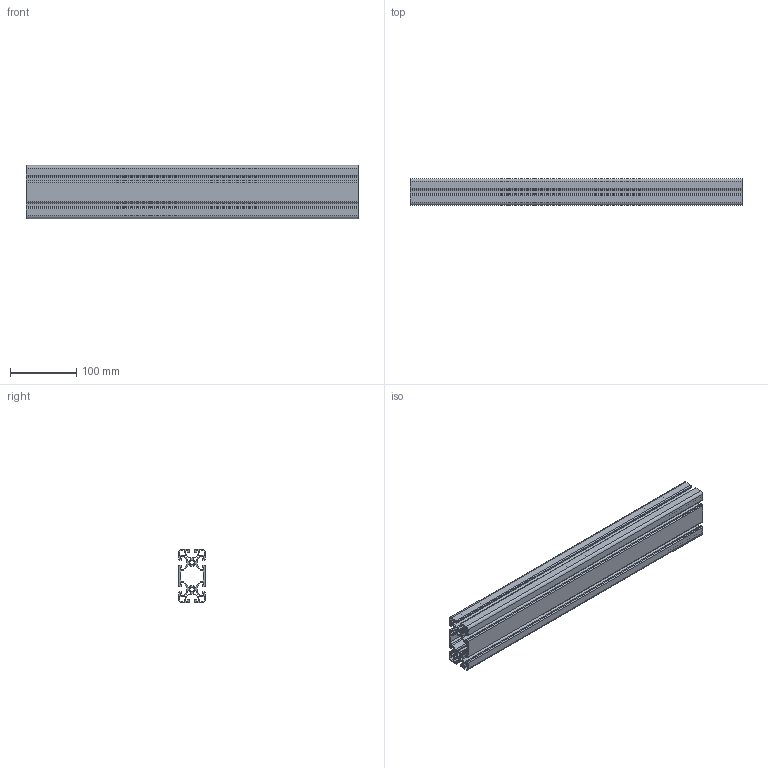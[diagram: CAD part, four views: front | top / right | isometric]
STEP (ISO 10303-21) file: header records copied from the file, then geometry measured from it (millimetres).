
FILE_DESCRIPTION (( 'STEP AP214' ), '1' );
FILE_NAME ('RP1145 8 80x40 Ultralight.STEP', '2026-02-23T14:55:47', ( '' ), ( '' ), 'SwSTEP 2.0', 'SolidWorks 2026', '' );
FILE_SCHEMA (( 'AUTOMOTIVE_DESIGN' ));
Length unit declared in the file: millimetre
Products named in the file (1): RP1145 8 80x40 Ultralight
Bounding box: 500 x 40 x 80 mm (x, y, z)
Volume: 455405.9 mm3; surface area: 444324.1 mm2
Topology: 1 solids, 1 shells, 344 faces, 1026 edges, 684 vertices
Faces by surface type: plane 240, cylinder 104
Entity records: 11585 total; most frequent: CARTESIAN_POINT 2055, ORIENTED_EDGE 2052, DIRECTION 1924, EDGE_CURVE 1026, LINE 818, VECTOR 818, VERTEX_POINT 684, AXIS2_PLACEMENT_3D 553
